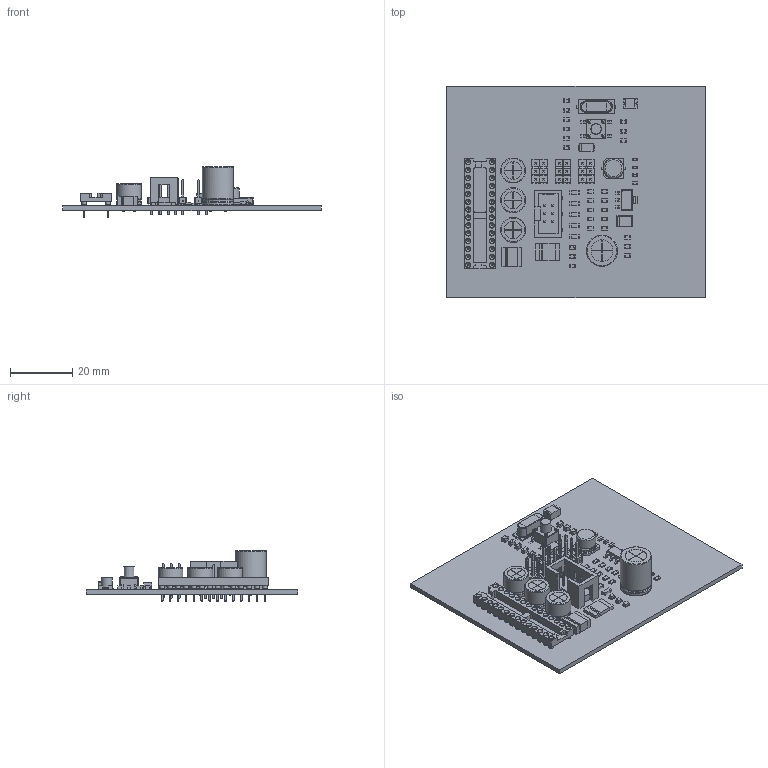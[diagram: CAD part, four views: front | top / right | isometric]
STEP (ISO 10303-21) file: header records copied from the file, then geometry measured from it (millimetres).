
FILE_DESCRIPTION(('KiCad electronic assembly'),'2;1');
FILE_NAME('ARM.step','2025-08-21T02:27:57',('Pcbnew'),('Kicad'), 'Open CASCADE STEP processor 7.9','KiCad to STEP converter','Unknown' );
FILE_SCHEMA(('AUTOMOTIVE_DESIGN { 1 0 10303 214 1 1 1 1 }'));
Length unit declared in the file: millimetre
Products named in the file (31): ARM 1; 1812L300_24SLER; LED_0805_2012Metric; CERAMIC-10UF-25V-10_-X5R_1206_; R_0805_2012Metric; D_SMB; 0ZCF_BEL; C_0805_2012Metric; C_Radial_D10.0mm_H12.5mm_P5.00mm; D_SMA; C_Radial_D8.0mm_H7.0mm_P3.50mm; C_0603_1608Metric; Crystal_SMD_HC49-SD; TSW-103-23-F-S; TSW-103-23-F-S_body; T-1S6-16-TSW-1-23-3-S; L_0805_2012Metric; SOT-223; DIP-28_W7.62mm_Socket; IND_EPCOS_B82462G4_EPC; IDC-Header_2x03_P2.54mm_Vertical; C_Elec_6.3x5.8; 4-1437565-9; Body; Body001; Body002; Body003 (Mirror #1); Body003 (Mirror #3); Body003; Body003 (Mirror #2); ARM_PCB
Assembly tree (65 placements, depth 3):
  ARM 1
    1812L300_24SLER
    LED_0805_2012Metric  x3
    CERAMIC-10UF-25V-10_-X5R_1206_  x5
    R_0805_2012Metric  x12
    D_SMB
    0ZCF_BEL
    C_0805_2012Metric  x9
    C_Radial_D10.0mm_H12.5mm_P5.00mm
    D_SMA
    C_Radial_D8.0mm_H7.0mm_P3.50mm  x3
    C_0603_1608Metric  x4
    Crystal_SMD_HC49-SD
    TSW-103-23-F-S  x6
      TSW-103-23-F-S_body
      T-1S6-16-TSW-1-23-3-S
    L_0805_2012Metric
    SOT-223
    DIP-28_W7.62mm_Socket
    IND_EPCOS_B82462G4_EPC
    IDC-Header_2x03_P2.54mm_Vertical
    C_Elec_6.3x5.8
    4-1437565-9
      Body
      Body001
      Body002
      Body003 (Mirror #1)
      Body003 (Mirror #3)
      Body003
      Body003 (Mirror #2)
    ARM_PCB
Bounding box: 83 x 68 x 16.28 mm (x, y, z)
Volume: 12881.2 mm3; surface area: 19105.4 mm2
Topology: 87 solids, 91 shells, 3201 faces, 7751 edges, 4938 vertices
Faces by surface type: plane 2349, cylinder 668, cone 85, sphere 40, bspline 38, torus 12, revolution 9
Full cylindrical faces by diameter (mm): 0.02 x1, 0.508 x56, 0.6 x8, 0.8 x36, 1 x38, 1.524 x28, 1.724 x28, 5.6 x9, 6.3 x2, 7 x3, 8 x6, 10 x2
Entity records: 50836 total; most frequent: CARTESIAN_POINT 7756, DIRECTION 7266, ORIENTED_EDGE 6845, EDGE_CURVE 3423, LINE 2481, VECTOR 2481, AXIS2_PLACEMENT_3D 2390, VERTEX_POINT 2194
